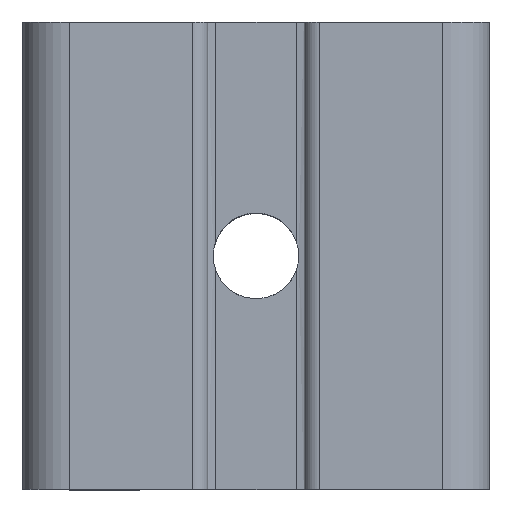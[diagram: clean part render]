
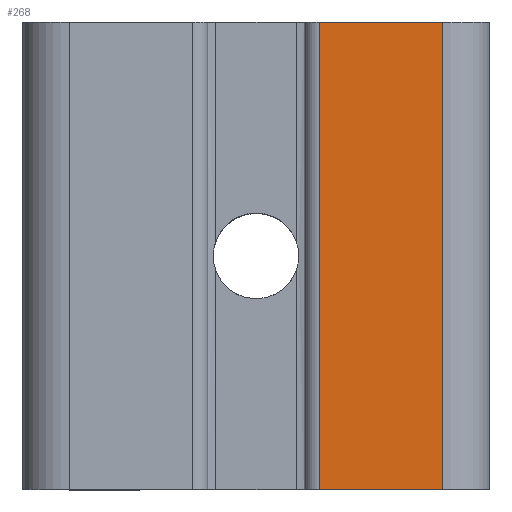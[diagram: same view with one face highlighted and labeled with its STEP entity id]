
A CAD part, top view. The second image highlights one B-rep face of the part: STEP entity #268.
In plain terms, the highlighted planar face has unit normal (0, 0, 1).
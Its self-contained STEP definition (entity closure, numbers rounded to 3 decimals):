
#268 = ADVANCED_FACE( '', ( #618 ), #619, .F. );
#618 = FACE_OUTER_BOUND( '', #1051, .T. );
#619 = PLANE( '', #1052 );
#1051 = EDGE_LOOP( '', ( #1866, #1867, #1868, #1869 ) );
#1052 = AXIS2_PLACEMENT_3D( '', #1870, #1871, #1872 );
#1866 = ORIENTED_EDGE( '', *, *, #2933, .T. );
#1867 = ORIENTED_EDGE( '', *, *, #2934, .F. );
#1868 = ORIENTED_EDGE( '', *, *, #2823, .F. );
#1869 = ORIENTED_EDGE( '', *, *, #2935, .T. );
#1870 = CARTESIAN_POINT( '', ( 19.1, 30., 0. ) );
#1871 = DIRECTION( '', ( 0., 0., -1. ) );
#1872 = DIRECTION( '', ( -1., 0., 0. ) );
#2823 = EDGE_CURVE( '', #3508, #3510, #3511, .T. );
#2933 = EDGE_CURVE( '', #3673, #3674, #3675, .T. );
#2934 = EDGE_CURVE( '', #3510, #3674, #3676, .T. );
#2935 = EDGE_CURVE( '', #3508, #3673, #3677, .T. );
#3508 = VERTEX_POINT( '', #4438 );
#3510 = VERTEX_POINT( '', #4440 );
#3511 = LINE( '', #4441, #4442 );
#3673 = VERTEX_POINT( '', #4843 );
#3674 = VERTEX_POINT( '', #4844 );
#3675 = LINE( '', #4845, #4846 );
#3676 = LINE( '', #4847, #4848 );
#3677 = LINE( '', #4849, #4850 );
#4438 = CARTESIAN_POINT( '', ( 19.1, 30., 0. ) );
#4440 = CARTESIAN_POINT( '', ( 27., 30., 0. ) );
#4441 = CARTESIAN_POINT( '', ( 19.1, 30., 0. ) );
#4442 = VECTOR( '', #5643, 1000. );
#4843 = CARTESIAN_POINT( '', ( 19.1, 0., 0. ) );
#4844 = CARTESIAN_POINT( '', ( 27., 0., 0. ) );
#4845 = CARTESIAN_POINT( '', ( 19.1, 0., 0. ) );
#4846 = VECTOR( '', #5765, 1000. );
#4847 = CARTESIAN_POINT( '', ( 27., 30., 0. ) );
#4848 = VECTOR( '', #5766, 1000. );
#4849 = CARTESIAN_POINT( '', ( 19.1, 30., 0. ) );
#4850 = VECTOR( '', #5767, 1000. );
#5643 = DIRECTION( '', ( 1., 0., 0. ) );
#5765 = DIRECTION( '', ( 1., 0., 0. ) );
#5766 = DIRECTION( '', ( 0., -1., 0. ) );
#5767 = DIRECTION( '', ( 0., -1., 0. ) );
